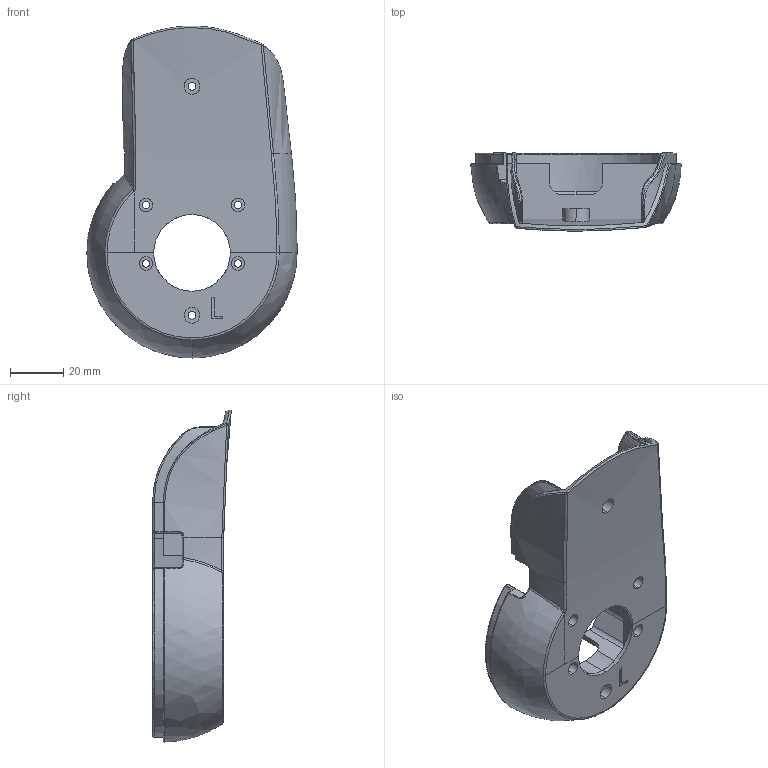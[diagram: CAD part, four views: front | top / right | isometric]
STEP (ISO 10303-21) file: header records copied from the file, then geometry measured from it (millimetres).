
FILE_DESCRIPTION (( 'STEP AP203' ), '1' );
FILE_NAME ('2015-09-22_Oberarm_Deckel_L.STEP', '2015-09-22T17:22:10', ( 'Anwender' ), ( '' ), 'SwSTEP 2.0', 'SolidWorks 2014', '' );
FILE_SCHEMA (( 'CONFIG_CONTROL_DESIGN' ));
Length unit declared in the file: millimetre
Products named in the file (1): 2015-09-22_Oberarm_Deckel_L
Bounding box: 78.99 x 29.47 x 124.74 mm (x, y, z)
Volume: 36980 mm3; surface area: 33474.1 mm2
Topology: 1 solids, 1 shells, 263 faces, 704 edges, 447 vertices
Faces by surface type: bspline 102, cylinder 81, plane 80
Entity records: 15631 total; most frequent: CARTESIAN_POINT 9739, ORIENTED_EDGE 1402, DIRECTION 942, EDGE_CURVE 701, VERTEX_POINT 447, AXIS2_PLACEMENT_3D 333, EDGE_LOOP 284, LINE 276
